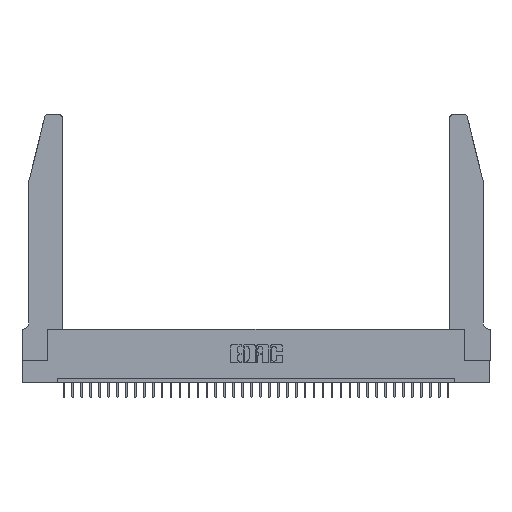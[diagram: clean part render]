
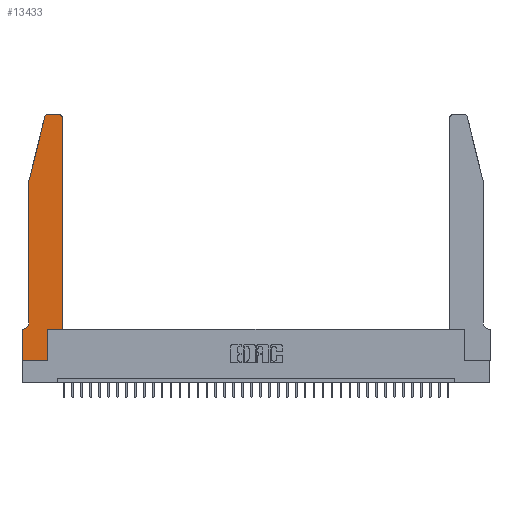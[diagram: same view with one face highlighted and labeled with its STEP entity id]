
A CAD part, top view. The second image highlights one B-rep face of the part: STEP entity #13433.
In plain terms, the highlighted planar face has unit normal (0, 0, 1).
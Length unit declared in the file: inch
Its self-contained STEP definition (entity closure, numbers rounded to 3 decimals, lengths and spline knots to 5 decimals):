
#295 = VECTOR ( 'NONE', #16046, 39.37008 ) ;
#346 = DIRECTION ( 'NONE',  ( 1., 0., 0. ) ) ;
#447 = LINE ( 'NONE', #7934, #10942 ) ;
#471 = DIRECTION ( 'NONE',  ( 0., 0., -1. ) ) ;
#695 = CARTESIAN_POINT ( 'NONE',  ( 0.0755, 2., 0.37 ) ) ;
#1032 = EDGE_CURVE ( 'NONE', #7235, #25008, #37129, .T. ) ;
#1226 = CARTESIAN_POINT ( 'NONE',  ( 0.2865, 0., 0.37 ) ) ;
#1667 = CARTESIAN_POINT ( 'NONE',  ( 0.0755, 0.42, 0.37 ) ) ;
#1700 = LINE ( 'NONE', #37311, #30860 ) ;
#1823 = CARTESIAN_POINT ( 'NONE',  ( 0.0755, 0.35, 0.37 ) ) ;
#2212 = EDGE_LOOP ( 'NONE', ( #11552, #35810, #9248, #21093, #17624, #32800, #34462, #7389, #34215, #31720, #22612, #25505 ) ) ;
#2628 = DIRECTION ( 'NONE',  ( 0., 0., 1. ) ) ;
#3307 = DIRECTION ( 'NONE',  ( 0., 1., 0. ) ) ;
#3429 = CARTESIAN_POINT ( 'NONE',  ( 0.4205, 2.75, 0.37 ) ) ;
#4182 = EDGE_CURVE ( 'NONE', #22133, #23736, #447, .T. ) ;
#4804 = VECTOR ( 'NONE', #10345, 39.37008 ) ;
#5281 = EDGE_CURVE ( 'NONE', #25008, #19856, #35011, .T. ) ;
#5601 = DIRECTION ( 'NONE',  ( 1., 0., 0. ) ) ;
#7235 = VERTEX_POINT ( 'NONE', #20540 ) ;
#7389 = ORIENTED_EDGE ( 'NONE', *, *, #26820, .T. ) ;
#7546 = DIRECTION ( 'NONE',  ( 0., -1., 0. ) ) ;
#7934 = CARTESIAN_POINT ( 'NONE',  ( 0., 0., 0.37 ) ) ;
#8217 = CARTESIAN_POINT ( 'NONE',  ( 0.2865, 0.35, 0.37 ) ) ;
#8328 = CARTESIAN_POINT ( 'NONE',  ( 0.2865, 0.35, 0.37 ) ) ;
#8874 = CIRCLE ( 'NONE', #26155, 0.03 ) ;
#9248 = ORIENTED_EDGE ( 'NONE', *, *, #37221, .T. ) ;
#9346 = DIRECTION ( 'NONE',  ( -1., 0., 0. ) ) ;
#10345 = DIRECTION ( 'NONE',  ( 0., -1., 0. ) ) ;
#10447 = LINE ( 'NONE', #8328, #30054 ) ;
#10486 = CARTESIAN_POINT ( 'NONE',  ( 0.284, 2.75, 0.37 ) ) ;
#10942 = VECTOR ( 'NONE', #7546, 39.37008 ) ;
#11480 = DIRECTION ( 'NONE',  ( 1., 0., 0. ) ) ;
#11483 = VERTEX_POINT ( 'NONE', #11934 ) ;
#11516 = AXIS2_PLACEMENT_3D ( 'NONE', #14805, #17308, #5601 ) ;
#11552 = ORIENTED_EDGE ( 'NONE', *, *, #5281, .T. ) ;
#11934 = CARTESIAN_POINT ( 'NONE',  ( 0.4505, 0.35, 0.37 ) ) ;
#13367 = AXIS2_PLACEMENT_3D ( 'NONE', #14942, #471, #9346 ) ;
#13433 = ADVANCED_FACE ( 'NONE', ( #30424 ), #31048, .T. ) ;
#13436 = CARTESIAN_POINT ( 'NONE',  ( 0.2605, 2.75, 0.37 ) ) ;
#14431 = EDGE_CURVE ( 'NONE', #19856, #32827, #8874, .T. ) ;
#14805 = CARTESIAN_POINT ( 'NONE',  ( 0.4205, 2.72, 0.37 ) ) ;
#14817 = EDGE_CURVE ( 'NONE', #34290, #28393, #17940, .T. ) ;
#14942 = CARTESIAN_POINT ( 'NONE',  ( 0.0055, 0.42, 0.37 ) ) ;
#14952 = VERTEX_POINT ( 'NONE', #8217 ) ;
#15582 = VECTOR ( 'NONE', #346, 39.37008 ) ;
#16046 = DIRECTION ( 'NONE',  ( -1., 0., 0. ) ) ;
#17308 = DIRECTION ( 'NONE',  ( 0., 0., 1. ) ) ;
#17449 = DIRECTION ( 'NONE',  ( 1., 0., 0. ) ) ;
#17624 = ORIENTED_EDGE ( 'NONE', *, *, #21980, .T. ) ;
#17798 = DIRECTION ( 'NONE',  ( 0., 0., 1. ) ) ;
#17940 = LINE ( 'NONE', #22237, #4804 ) ;
#19427 = DIRECTION ( 'NONE',  ( -1., 0., 0. ) ) ;
#19780 = EDGE_CURVE ( 'NONE', #11483, #7235, #28335, .T. ) ;
#19856 = VERTEX_POINT ( 'NONE', #10486 ) ;
#20157 = CARTESIAN_POINT ( 'NONE',  ( 0., 0.35, 0.37 ) ) ;
#20381 = VECTOR ( 'NONE', #35459, 39.37008 ) ;
#20474 = CARTESIAN_POINT ( 'NONE',  ( 0.4505, 0.35, 0.37 ) ) ;
#20540 = CARTESIAN_POINT ( 'NONE',  ( 0.4505, 2.72, 0.37 ) ) ;
#20631 = EDGE_CURVE ( 'NONE', #20792, #14952, #10447, .T. ) ;
#20792 = VERTEX_POINT ( 'NONE', #1226 ) ;
#21093 = ORIENTED_EDGE ( 'NONE', *, *, #14817, .T. ) ;
#21980 = EDGE_CURVE ( 'NONE', #28393, #25998, #31142, .T. ) ;
#21994 = EDGE_CURVE ( 'NONE', #14952, #11483, #23343, .T. ) ;
#22056 = CARTESIAN_POINT ( 'NONE',  ( 0.0055, 0.35, 0.37 ) ) ;
#22133 = VERTEX_POINT ( 'NONE', #29231 ) ;
#22237 = CARTESIAN_POINT ( 'NONE',  ( 0.0755, 2., 0.37 ) ) ;
#22612 = ORIENTED_EDGE ( 'NONE', *, *, #19780, .T. ) ;
#22812 = DIRECTION ( 'NONE',  ( 1., 0., 0. ) ) ;
#23343 = LINE ( 'NONE', #26690, #15582 ) ;
#23736 = VERTEX_POINT ( 'NONE', #35645 ) ;
#24914 = CARTESIAN_POINT ( 'NONE',  ( 0.25487, 2.72718, 0.37 ) ) ;
#24977 = LINE ( 'NONE', #695, #20381 ) ;
#25008 = VERTEX_POINT ( 'NONE', #3429 ) ;
#25505 = ORIENTED_EDGE ( 'NONE', *, *, #1032, .T. ) ;
#25890 = CARTESIAN_POINT ( 'NONE',  ( 0.284, 2.72, 0.37 ) ) ;
#25998 = VERTEX_POINT ( 'NONE', #22056 ) ;
#26155 = AXIS2_PLACEMENT_3D ( 'NONE', #25890, #17798, #17449 ) ;
#26590 = EDGE_CURVE ( 'NONE', #25998, #22133, #36317, .T. ) ;
#26690 = CARTESIAN_POINT ( 'NONE',  ( 0.4505, 0.35, 0.37 ) ) ;
#26812 = CARTESIAN_POINT ( 'NONE',  ( 0.0755, 2., 0.37 ) ) ;
#26820 = EDGE_CURVE ( 'NONE', #23736, #20792, #1700, .T. ) ;
#28335 = LINE ( 'NONE', #20474, #32882 ) ;
#28393 = VERTEX_POINT ( 'NONE', #1667 ) ;
#29078 = VECTOR ( 'NONE', #19427, 39.37008 ) ;
#29231 = CARTESIAN_POINT ( 'NONE',  ( 0., 0.35, 0.37 ) ) ;
#30054 = VECTOR ( 'NONE', #3307, 39.37008 ) ;
#30424 = FACE_OUTER_BOUND ( 'NONE', #2212, .T. ) ;
#30860 = VECTOR ( 'NONE', #22812, 39.37008 ) ;
#31048 = PLANE ( 'NONE',  #33504 ) ;
#31142 = CIRCLE ( 'NONE', #13367, 0.07 ) ;
#31720 = ORIENTED_EDGE ( 'NONE', *, *, #21994, .T. ) ;
#32800 = ORIENTED_EDGE ( 'NONE', *, *, #26590, .T. ) ;
#32827 = VERTEX_POINT ( 'NONE', #24914 ) ;
#32882 = VECTOR ( 'NONE', #33001, 39.37008 ) ;
#33001 = DIRECTION ( 'NONE',  ( 0., 1., 0. ) ) ;
#33504 = AXIS2_PLACEMENT_3D ( 'NONE', #20157, #2628, #11480 ) ;
#34215 = ORIENTED_EDGE ( 'NONE', *, *, #20631, .T. ) ;
#34290 = VERTEX_POINT ( 'NONE', #26812 ) ;
#34462 = ORIENTED_EDGE ( 'NONE', *, *, #4182, .T. ) ;
#35011 = LINE ( 'NONE', #13436, #29078 ) ;
#35459 = DIRECTION ( 'NONE',  ( -0.239, -0.971, 0. ) ) ;
#35645 = CARTESIAN_POINT ( 'NONE',  ( 0., 0., 0.37 ) ) ;
#35810 = ORIENTED_EDGE ( 'NONE', *, *, #14431, .T. ) ;
#36317 = LINE ( 'NONE', #1823, #295 ) ;
#37129 = CIRCLE ( 'NONE', #11516, 0.03 ) ;
#37221 = EDGE_CURVE ( 'NONE', #32827, #34290, #24977, .T. ) ;
#37311 = CARTESIAN_POINT ( 'NONE',  ( 0., 0., 0.37 ) ) ;
